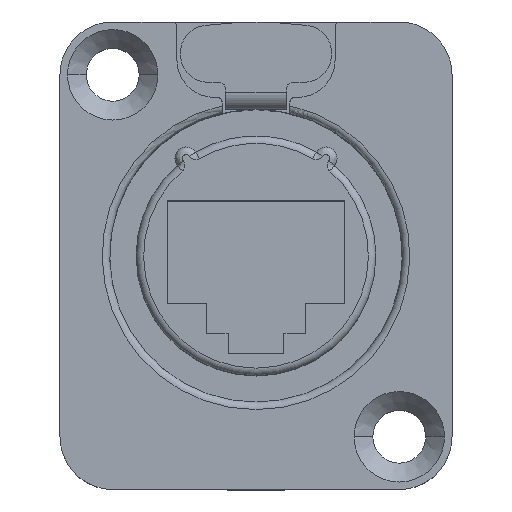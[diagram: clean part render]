
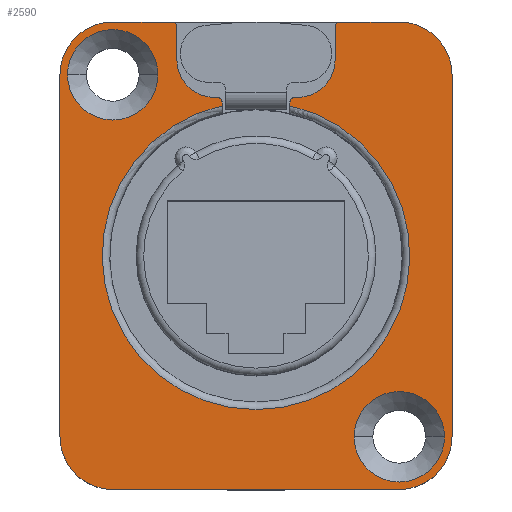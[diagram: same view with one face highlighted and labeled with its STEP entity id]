
A CAD part, top view. The second image highlights one B-rep face of the part: STEP entity #2590.
In plain terms, the highlighted planar face has unit normal (0, 0, 1).
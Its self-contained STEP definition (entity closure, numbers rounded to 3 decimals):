
#519=CARTESIAN_POINT('',(-9.5,12.,2.7));
#520=DIRECTION('',(0.,0.,1.));
#521=DIRECTION('',(1.,0.,0.));
#522=AXIS2_PLACEMENT_3D('',#519,#520,#521);
#524=CARTESIAN_POINT('',(-9.5,12.,2.7));
#525=DIRECTION('',(0.,0.,1.));
#526=DIRECTION('',(-1.,0.,0.));
#527=AXIS2_PLACEMENT_3D('',#524,#525,#526);
#529=CARTESIAN_POINT('',(9.5,-12.,2.7));
#530=DIRECTION('',(0.,0.,1.));
#531=DIRECTION('',(1.,0.,0.));
#532=AXIS2_PLACEMENT_3D('',#529,#530,#531);
#534=CARTESIAN_POINT('',(9.5,-12.,2.7));
#535=DIRECTION('',(0.,0.,1.));
#536=DIRECTION('',(-1.,0.,0.));
#537=AXIS2_PLACEMENT_3D('',#534,#535,#536);
#539=DIRECTION('',(0.,1.,0.));
#540=VECTOR('',#539,0.251);
#541=CARTESIAN_POINT('',(2.25,9.949,2.7));
#542=LINE('',#541,#540);
#543=CARTESIAN_POINT('',(2.55,10.2,2.7));
#544=DIRECTION('',(0.,0.,1.));
#545=DIRECTION('',(0.,1.,0.));
#546=AXIS2_PLACEMENT_3D('',#543,#544,#545);
#548=DIRECTION('',(1.,0.,0.));
#549=VECTOR('',#548,0.2);
#550=CARTESIAN_POINT('',(2.55,10.5,2.7));
#551=LINE('',#550,#549);
#552=CARTESIAN_POINT('',(2.75,13.,2.7));
#553=DIRECTION('',(0.,0.,1.));
#554=DIRECTION('',(0.,-1.,0.));
#555=AXIS2_PLACEMENT_3D('',#552,#553,#554);
#557=DIRECTION('',(0.,1.,0.));
#558=VECTOR('',#557,2.2);
#559=CARTESIAN_POINT('',(5.25,13.,2.7));
#560=LINE('',#559,#558);
#561=CARTESIAN_POINT('',(5.55,15.2,2.7));
#562=DIRECTION('',(0.,0.,1.));
#563=DIRECTION('',(0.,1.,0.));
#564=AXIS2_PLACEMENT_3D('',#561,#562,#563);
#566=DIRECTION('',(1.,0.,0.));
#567=VECTOR('',#566,3.95);
#568=CARTESIAN_POINT('',(5.55,15.5,2.7));
#569=LINE('',#568,#567);
#570=CARTESIAN_POINT('',(9.5,12.,2.7));
#571=DIRECTION('',(0.,0.,1.));
#572=DIRECTION('',(1.,0.,0.));
#573=AXIS2_PLACEMENT_3D('',#570,#571,#572);
#575=DIRECTION('',(0.,-1.,0.));
#576=VECTOR('',#575,24.);
#577=CARTESIAN_POINT('',(13.,12.,2.7));
#578=LINE('',#577,#576);
#579=CARTESIAN_POINT('',(9.5,-12.,2.7));
#580=DIRECTION('',(0.,0.,1.));
#581=DIRECTION('',(0.,-1.,0.));
#582=AXIS2_PLACEMENT_3D('',#579,#580,#581);
#584=DIRECTION('',(-1.,0.,0.));
#585=VECTOR('',#584,19.);
#586=CARTESIAN_POINT('',(9.5,-15.5,2.7));
#587=LINE('',#586,#585);
#588=CARTESIAN_POINT('',(-9.5,-12.,2.7));
#589=DIRECTION('',(0.,0.,1.));
#590=DIRECTION('',(-1.,0.,0.));
#591=AXIS2_PLACEMENT_3D('',#588,#589,#590);
#593=DIRECTION('',(0.,1.,0.));
#594=VECTOR('',#593,24.);
#595=CARTESIAN_POINT('',(-13.,-12.,2.7));
#596=LINE('',#595,#594);
#597=CARTESIAN_POINT('',(-9.5,12.,2.7));
#598=DIRECTION('',(0.,0.,1.));
#599=DIRECTION('',(0.,1.,0.));
#600=AXIS2_PLACEMENT_3D('',#597,#598,#599);
#602=DIRECTION('',(1.,0.,0.));
#603=VECTOR('',#602,3.95);
#604=CARTESIAN_POINT('',(-9.5,15.5,2.7));
#605=LINE('',#604,#603);
#606=CARTESIAN_POINT('',(-5.55,15.2,2.7));
#607=DIRECTION('',(0.,0.,1.));
#608=DIRECTION('',(1.,0.,0.));
#609=AXIS2_PLACEMENT_3D('',#606,#607,#608);
#611=DIRECTION('',(0.,-1.,0.));
#612=VECTOR('',#611,2.2);
#613=CARTESIAN_POINT('',(-5.25,15.2,2.7));
#614=LINE('',#613,#612);
#615=CARTESIAN_POINT('',(-2.75,13.,2.7));
#616=DIRECTION('',(0.,0.,1.));
#617=DIRECTION('',(-1.,0.,0.));
#618=AXIS2_PLACEMENT_3D('',#615,#616,#617);
#620=DIRECTION('',(1.,0.,0.));
#621=VECTOR('',#620,0.2);
#622=CARTESIAN_POINT('',(-2.75,10.5,2.7));
#623=LINE('',#622,#621);
#624=CARTESIAN_POINT('',(-2.55,10.2,2.7));
#625=DIRECTION('',(0.,0.,1.));
#626=DIRECTION('',(1.,0.,0.));
#627=AXIS2_PLACEMENT_3D('',#624,#625,#626);
#629=DIRECTION('',(0.,-1.,0.));
#630=VECTOR('',#629,0.251);
#631=CARTESIAN_POINT('',(-2.25,10.2,2.7));
#632=LINE('',#631,#630);
#677=CARTESIAN_POINT('',(0.,0.,2.7));
#678=DIRECTION('',(0.,0.,-1.));
#679=DIRECTION('',(0.221,0.975,0.));
#680=AXIS2_PLACEMENT_3D('',#677,#678,#679);
#704=CARTESIAN_POINT('',(-2.25,9.949,2.7));
#1068=CARTESIAN_POINT('',(2.25,9.949,2.7));
#1406=CARTESIAN_POINT('',(-13.,-12.,2.7));
#1407=CARTESIAN_POINT('',(-13.,12.,2.7));
#1408=VERTEX_POINT('',#1406);
#1409=VERTEX_POINT('',#1407);
#1410=CARTESIAN_POINT('',(-9.5,15.5,2.7));
#1411=VERTEX_POINT('',#1410);
#1412=CARTESIAN_POINT('',(13.,12.,2.7));
#1413=CARTESIAN_POINT('',(9.5,15.5,2.7));
#1414=VERTEX_POINT('',#1412);
#1415=VERTEX_POINT('',#1413);
#1416=CARTESIAN_POINT('',(13.,-12.,2.7));
#1417=VERTEX_POINT('',#1416);
#1418=CARTESIAN_POINT('',(9.5,-15.5,2.7));
#1419=VERTEX_POINT('',#1418);
#1420=CARTESIAN_POINT('',(-9.5,-15.5,2.7));
#1421=VERTEX_POINT('',#1420);
#1632=CARTESIAN_POINT('',(2.55,10.5,2.7));
#1633=CARTESIAN_POINT('',(2.25,10.2,2.7));
#1634=VERTEX_POINT('',#1632);
#1635=VERTEX_POINT('',#1633);
#1636=CARTESIAN_POINT('',(2.75,10.5,2.7));
#1637=VERTEX_POINT('',#1636);
#1638=CARTESIAN_POINT('',(5.25,13.,2.7));
#1639=VERTEX_POINT('',#1638);
#1640=CARTESIAN_POINT('',(5.25,15.2,2.7));
#1641=VERTEX_POINT('',#1640);
#1642=CARTESIAN_POINT('',(5.55,15.5,2.7));
#1643=VERTEX_POINT('',#1642);
#1644=CARTESIAN_POINT('',(-5.25,15.2,2.7));
#1645=CARTESIAN_POINT('',(-5.55,15.5,2.7));
#1646=VERTEX_POINT('',#1644);
#1647=VERTEX_POINT('',#1645);
#1648=CARTESIAN_POINT('',(-5.25,13.,2.7));
#1649=VERTEX_POINT('',#1648);
#1650=CARTESIAN_POINT('',(-2.75,10.5,2.7));
#1651=VERTEX_POINT('',#1650);
#1652=CARTESIAN_POINT('',(-2.55,10.5,2.7));
#1653=VERTEX_POINT('',#1652);
#1654=CARTESIAN_POINT('',(-2.25,10.2,2.7));
#1655=VERTEX_POINT('',#1654);
#1690=CARTESIAN_POINT('',(-6.5,12.,2.7));
#1691=CARTESIAN_POINT('',(-12.5,12.,2.7));
#1692=VERTEX_POINT('',#1690);
#1693=VERTEX_POINT('',#1691);
#1694=CARTESIAN_POINT('',(12.5,-12.,2.7));
#1695=CARTESIAN_POINT('',(6.5,-12.,2.7));
#1696=VERTEX_POINT('',#1694);
#1697=VERTEX_POINT('',#1695);
#1720=VERTEX_POINT('',#1068);
#1721=VERTEX_POINT('',#704);
#2529=CARTESIAN_POINT('',(0.,0.,2.7));
#2530=DIRECTION('',(0.,0.,-1.));
#2531=DIRECTION('',(0.,-1.,0.));
#2532=AXIS2_PLACEMENT_3D('',#2529,#2530,#2531);
#2533=PLANE('',#2532);
#2535=ORIENTED_EDGE('',*,*,#2534,.F.);
#2537=ORIENTED_EDGE('',*,*,#2536,.T.);
#2539=ORIENTED_EDGE('',*,*,#2538,.F.);
#2541=ORIENTED_EDGE('',*,*,#2540,.T.);
#2543=ORIENTED_EDGE('',*,*,#2542,.T.);
#2545=ORIENTED_EDGE('',*,*,#2544,.T.);
#2547=ORIENTED_EDGE('',*,*,#2546,.F.);
#2549=ORIENTED_EDGE('',*,*,#2548,.T.);
#2551=ORIENTED_EDGE('',*,*,#2550,.F.);
#2553=ORIENTED_EDGE('',*,*,#2552,.T.);
#2555=ORIENTED_EDGE('',*,*,#2554,.F.);
#2557=ORIENTED_EDGE('',*,*,#2556,.T.);
#2559=ORIENTED_EDGE('',*,*,#2558,.F.);
#2561=ORIENTED_EDGE('',*,*,#2560,.T.);
#2563=ORIENTED_EDGE('',*,*,#2562,.F.);
#2565=ORIENTED_EDGE('',*,*,#2564,.T.);
#2567=ORIENTED_EDGE('',*,*,#2566,.F.);
#2569=ORIENTED_EDGE('',*,*,#2568,.T.);
#2571=ORIENTED_EDGE('',*,*,#2570,.T.);
#2573=ORIENTED_EDGE('',*,*,#2572,.T.);
#2575=ORIENTED_EDGE('',*,*,#2574,.F.);
#2577=ORIENTED_EDGE('',*,*,#2576,.T.);
#2578=EDGE_LOOP('',(#2535,#2537,#2539,#2541,#2543,#2545,#2547,#2549,#2551,#2553,
#2555,#2557,#2559,#2561,#2563,#2565,#2567,#2569,#2571,#2573,#2575,#2577));
#2579=FACE_OUTER_BOUND('',#2578,.F.);
#2581=ORIENTED_EDGE('',*,*,#2580,.T.);
#2583=ORIENTED_EDGE('',*,*,#2582,.T.);
#2584=EDGE_LOOP('',(#2581,#2583));
#2585=FACE_BOUND('',#2584,.F.);
#2586=ORIENTED_EDGE('',*,*,#2523,.T.);
#2587=ORIENTED_EDGE('',*,*,#2509,.T.);
#2588=EDGE_LOOP('',(#2586,#2587));
#2589=FACE_BOUND('',#2588,.F.);
#2590=ADVANCED_FACE('',(#2579,#2585,#2589),#2533,.F.);
#523=CIRCLE('',#522,3.);
#528=CIRCLE('',#527,3.);
#533=CIRCLE('',#532,3.);
#538=CIRCLE('',#537,3.);
#547=CIRCLE('',#546,0.3);
#556=CIRCLE('',#555,2.5);
#565=CIRCLE('',#564,0.3);
#574=CIRCLE('',#573,3.5);
#583=CIRCLE('',#582,3.5);
#592=CIRCLE('',#591,3.5);
#601=CIRCLE('',#600,3.5);
#610=CIRCLE('',#609,0.3);
#619=CIRCLE('',#618,2.5);
#628=CIRCLE('',#627,0.3);
#681=CIRCLE('',#680,10.2);
#2509=EDGE_CURVE('',#1693,#1692,#528,.T.);
#2523=EDGE_CURVE('',#1692,#1693,#523,.T.);
#2534=EDGE_CURVE('',#1720,#1721,#681,.T.);
#2536=EDGE_CURVE('',#1720,#1635,#542,.T.);
#2538=EDGE_CURVE('',#1634,#1635,#547,.T.);
#2540=EDGE_CURVE('',#1634,#1637,#551,.T.);
#2542=EDGE_CURVE('',#1637,#1639,#556,.T.);
#2544=EDGE_CURVE('',#1639,#1641,#560,.T.);
#2546=EDGE_CURVE('',#1643,#1641,#565,.T.);
#2548=EDGE_CURVE('',#1643,#1415,#569,.T.);
#2550=EDGE_CURVE('',#1414,#1415,#574,.T.);
#2552=EDGE_CURVE('',#1414,#1417,#578,.T.);
#2554=EDGE_CURVE('',#1419,#1417,#583,.T.);
#2556=EDGE_CURVE('',#1419,#1421,#587,.T.);
#2558=EDGE_CURVE('',#1408,#1421,#592,.T.);
#2560=EDGE_CURVE('',#1408,#1409,#596,.T.);
#2562=EDGE_CURVE('',#1411,#1409,#601,.T.);
#2564=EDGE_CURVE('',#1411,#1647,#605,.T.);
#2566=EDGE_CURVE('',#1646,#1647,#610,.T.);
#2568=EDGE_CURVE('',#1646,#1649,#614,.T.);
#2570=EDGE_CURVE('',#1649,#1651,#619,.T.);
#2572=EDGE_CURVE('',#1651,#1653,#623,.T.);
#2574=EDGE_CURVE('',#1655,#1653,#628,.T.);
#2576=EDGE_CURVE('',#1655,#1721,#632,.T.);
#2580=EDGE_CURVE('',#1696,#1697,#533,.T.);
#2582=EDGE_CURVE('',#1697,#1696,#538,.T.);
